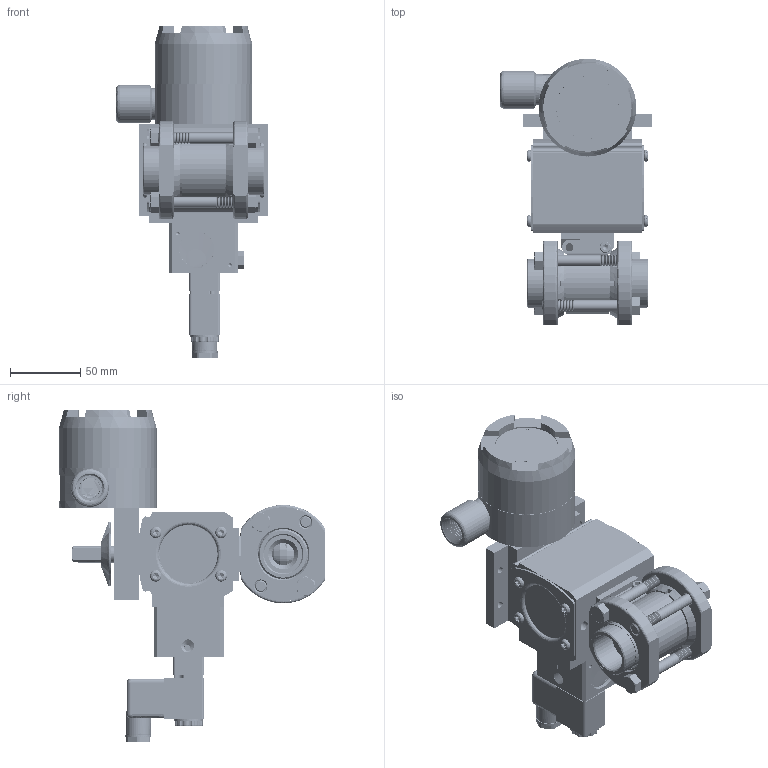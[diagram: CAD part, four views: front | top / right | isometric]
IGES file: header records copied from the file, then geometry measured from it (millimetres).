
Start section: SolidWorks IGES file using analytic representation for surfaces
Global section: file name: 26XXSWSA512D4GPDSLS.igs; native system: SolidWorks 2018; preprocessor: SolidWorks 2018; author: ryanm; date: 180905.081015; units: inch
Bounding box: 107.71 x 189.17 x 235.74 mm (x, y, z)
Surface area: 263225.5 mm2 (no closed solid volume)
Topology: 0 solids, 0 shells, 4622 faces, 66372 edges, 66179 vertices
Faces by surface type: revolution 3459, bspline 1163
